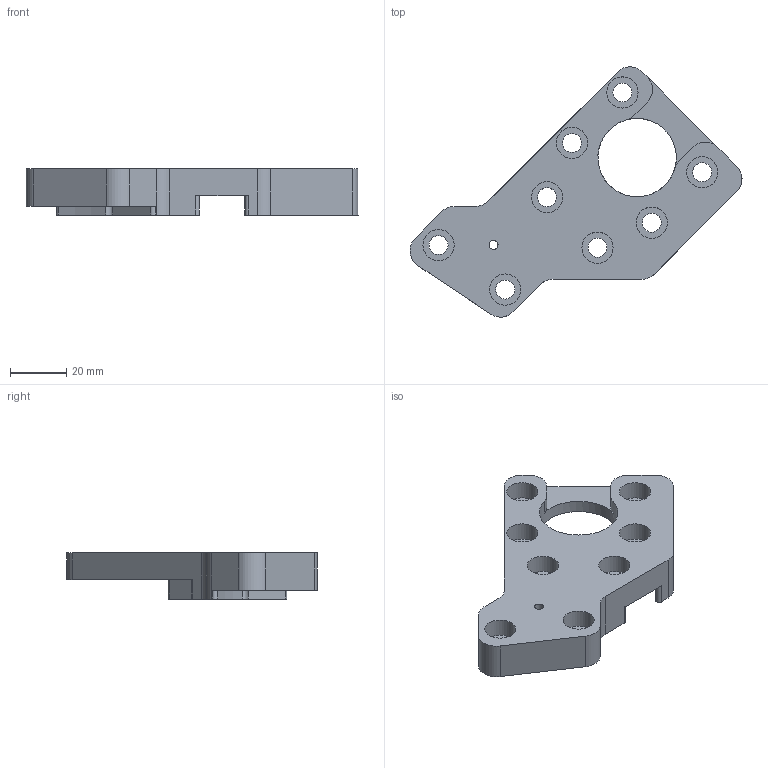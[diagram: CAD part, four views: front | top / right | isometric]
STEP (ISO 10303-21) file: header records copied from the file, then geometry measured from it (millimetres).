
FILE_DESCRIPTION(/* description */ ('STEP AP242','CAx-IF Rec.Pracs.---Representation and Presentation of Product Manufacturing Information (PMI)---4.0---2014-10-13','CAx-IF Rec.Pracs.---3D Tessellated Geometry---0.4---2014-09-14','2;1'),/* implementation_level */ '2;1');
FILE_NAME(/* name */ '617183a6c4781426239e55f9',/* time_stamp */ '2021-10-21T15:13:42+00:00',/* author */ (''),/* organization */ (''),/* preprocessor_version */ 'ST-DEVELOPER v18.1',/* originating_system */ ' ',/* authorisation */ ' ');
FILE_SCHEMA (('AP242_MANAGED_MODEL_BASED_3D_ENGINEERING_MIM_LF { 1 0 10303 442 1 1 4 }'));
Length unit declared in the file: metre
Products named in the file (1): Top CW Chamber
Bounding box: 118.16 x 89.04 x 16.51 mm (x, y, z)
Volume: 47301.9 mm3; surface area: 17060.1 mm2
Topology: 1 solids, 1 shells, 68 faces, 178 edges, 118 vertices
Faces by surface type: cylinder 39, plane 27, cone 2
Full cylindrical faces by diameter (mm): 3.175 x3, 6.756 x8, 11.113 x8, 27.94 x1
Entity records: 2051 total; most frequent: DIRECTION 371, CARTESIAN_POINT 337, ORIENTED_EDGE 304, EDGE_CURVE 152, AXIS2_PLACEMENT_3D 150, FACE_BOUND 118, VERTEX_POINT 116, EDGE_LOOP 116
